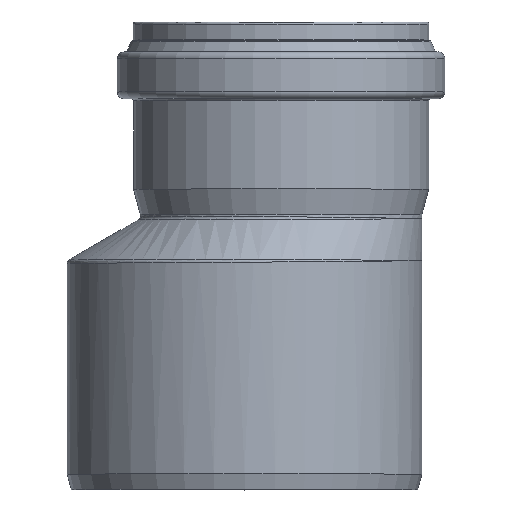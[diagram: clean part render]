
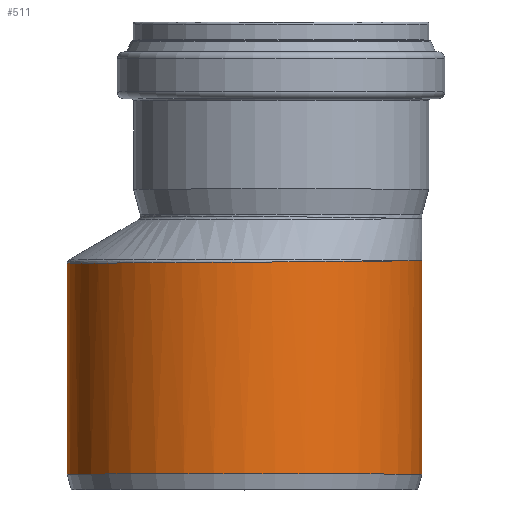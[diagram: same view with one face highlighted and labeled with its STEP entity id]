
A CAD part, top view. The second image highlights one B-rep face of the part: STEP entity #511.
In plain terms, the highlighted cylindrical face has radius 80.05 mm (diameter 160.1 mm), a full revolution.
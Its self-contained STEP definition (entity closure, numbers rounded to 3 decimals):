
#79=FACE_BOUND('',#256,.T.);
#92=CYLINDRICAL_SURFACE('',#589,80.05);
#130=CIRCLE('',#590,80.05);
#175=FACE_OUTER_BOUND('',#255,.T.);
#255=EDGE_LOOP('',(#461));
#256=EDGE_LOOP('',(#462));
#267=B_SPLINE_CURVE_WITH_KNOTS('',3,(#1673,#1674,#1675,#1676,#1677,#1678,
#1679,#1680,#1681,#1682,#1683,#1684,#1685,#1686,#1687,#1688,#1689,#1690,
#1691,#1692,#1693,#1694,#1695,#1696,#1697,#1698,#1699,#1700,#1701,#1702,
#1703,#1704,#1705,#1706,#1707,#1708,#1709,#1710,#1711,#1712,#1713,#1714,
#1715,#1716,#1717,#1718,#1719),.UNSPECIFIED.,.T.,.F.,(4,2,1,1,1,1,1,1,1,
1,1,1,1,1,1,1,1,1,1,1,1,1,1,1,1,1,1,1,1,1,1,1,1,1,1,1,1,1,1,1,1,2,4),(-0.159,
0.,2.423,3.635,4.847,6.058,
7.27,8.481,9.693,10.905,12.116,
14.54,15.751,16.963,18.175,19.386,
20.598,21.81,22.415,24.233,24.839,
26.05,26.656,29.079,30.291,30.594,
31.503,32.714,33.926,34.229,35.138,
36.349,38.772,39.984,41.196,41.802,
43.619,44.073,44.831,46.042,46.648,
48.466,48.613),.UNSPECIFIED.);
#276=VERTEX_POINT('',#1672);
#315=VERTEX_POINT('',#1923);
#323=EDGE_CURVE('',#276,#276,#267,.T.);
#365=EDGE_CURVE('',#315,#315,#130,.T.);
#461=ORIENTED_EDGE('',*,*,#323,.F.);
#462=ORIENTED_EDGE('',*,*,#365,.F.);
#511=ADVANCED_FACE('',(#175,#79),#92,.T.);
#589=AXIS2_PLACEMENT_3D('',#1922,#742,#743);
#590=AXIS2_PLACEMENT_3D('',#1924,#744,#745);
#742=DIRECTION('center_axis',(0.,-1.,0.));
#743=DIRECTION('ref_axis',(1.,0.,0.));
#744=DIRECTION('center_axis',(0.,-1.,0.));
#745=DIRECTION('ref_axis',(1.,0.,0.));
#1672=CARTESIAN_POINT('',(63.55,103.3,0.));
#1673=CARTESIAN_POINT('Ctrl Pts',(63.55,103.3,0.));
#1674=CARTESIAN_POINT('Ctrl Pts',(63.55,103.3,-0.543));
#1675=CARTESIAN_POINT('Ctrl Pts',(63.545,103.3,-1.085));
#1676=CARTESIAN_POINT('Ctrl Pts',(63.36,103.298,-9.916));
#1677=CARTESIAN_POINT('Ctrl Pts',(61.189,103.274,-22.3));
#1678=CARTESIAN_POINT('Ctrl Pts',(54.455,103.202,-37.751));
#1679=CARTESIAN_POINT('Ctrl Pts',(47.782,103.13,-48.248));
#1680=CARTESIAN_POINT('Ctrl Pts',(39.444,103.042,-57.719));
#1681=CARTESIAN_POINT('Ctrl Pts',(29.778,102.944,-65.709));
#1682=CARTESIAN_POINT('Ctrl Pts',(19.052,102.841,-72.091));
#1683=CARTESIAN_POINT('Ctrl Pts',(7.299,102.736,-76.771));
#1684=CARTESIAN_POINT('Ctrl Pts',(-4.833,102.637,-79.525));
#1685=CARTESIAN_POINT('Ctrl Pts',(-21.603,102.514,-80.653));
#1686=CARTESIAN_POINT('Ctrl Pts',(-38.154,102.411,-77.858));
#1687=CARTESIAN_POINT('Ctrl Pts',(-53.605,102.328,-71.297));
#1688=CARTESIAN_POINT('Ctrl Pts',(-64.171,102.277,-64.712));
#1689=CARTESIAN_POINT('Ctrl Pts',(-73.708,102.235,-56.459));
#1690=CARTESIAN_POINT('Ctrl Pts',(-81.736,102.201,-46.946));
#1691=CARTESIAN_POINT('Ctrl Pts',(-88.282,102.176,-36.174));
#1692=CARTESIAN_POINT('Ctrl Pts',(-92.242,102.161,-26.483));
#1693=CARTESIAN_POINT('Ctrl Pts',(-95.583,102.149,-14.488));
#1694=CARTESIAN_POINT('Ctrl Pts',(-96.799,102.144,-4.102));
#1695=CARTESIAN_POINT('Ctrl Pts',(-96.299,102.146,8.356));
#1696=CARTESIAN_POINT('Ctrl Pts',(-95.014,102.151,16.561));
#1697=CARTESIAN_POINT('Ctrl Pts',(-91.07,102.165,30.633));
#1698=CARTESIAN_POINT('Ctrl Pts',(-84.456,102.19,43.736));
#1699=CARTESIAN_POINT('Ctrl Pts',(-75.652,102.227,54.146));
#1700=CARTESIAN_POINT('Ctrl Pts',(-69.705,102.252,59.926));
#1701=CARTESIAN_POINT('Ctrl Pts',(-63.307,102.281,65.25));
#1702=CARTESIAN_POINT('Ctrl Pts',(-53.502,102.329,71.355));
#1703=CARTESIAN_POINT('Ctrl Pts',(-44.894,102.375,74.992));
#1704=CARTESIAN_POINT('Ctrl Pts',(-36.951,102.42,77.49));
#1705=CARTESIAN_POINT('Ctrl Pts',(-28.753,102.47,79.353));
#1706=CARTESIAN_POINT('Ctrl Pts',(-13.233,102.572,80.752));
#1707=CARTESIAN_POINT('Ctrl Pts',(3.563,102.702,78.283));
#1708=CARTESIAN_POINT('Ctrl Pts',(19.003,102.841,72.103));
#1709=CARTESIAN_POINT('Ctrl Pts',(28.052,102.928,66.74));
#1710=CARTESIAN_POINT('Ctrl Pts',(37.987,103.027,59.121));
#1711=CARTESIAN_POINT('Ctrl Pts',(44.822,103.099,51.953));
#1712=CARTESIAN_POINT('Ctrl Pts',(50.874,103.163,43.386));
#1713=CARTESIAN_POINT('Ctrl Pts',(55.142,103.209,36.196));
#1714=CARTESIAN_POINT('Ctrl Pts',(58.656,103.247,28.103));
#1715=CARTESIAN_POINT('Ctrl Pts',(62.283,103.286,16.084));
#1716=CARTESIAN_POINT('Ctrl Pts',(63.42,103.299,7.725));
#1717=CARTESIAN_POINT('Ctrl Pts',(63.545,103.3,1.008));
#1718=CARTESIAN_POINT('Ctrl Pts',(63.55,103.3,0.504));
#1719=CARTESIAN_POINT('Ctrl Pts',(63.55,103.3,0.));
#1922=CARTESIAN_POINT('Origin',(-16.5,55.15,0.));
#1923=CARTESIAN_POINT('',(63.55,7.,0.));
#1924=CARTESIAN_POINT('Origin',(-16.5,7.,0.));
